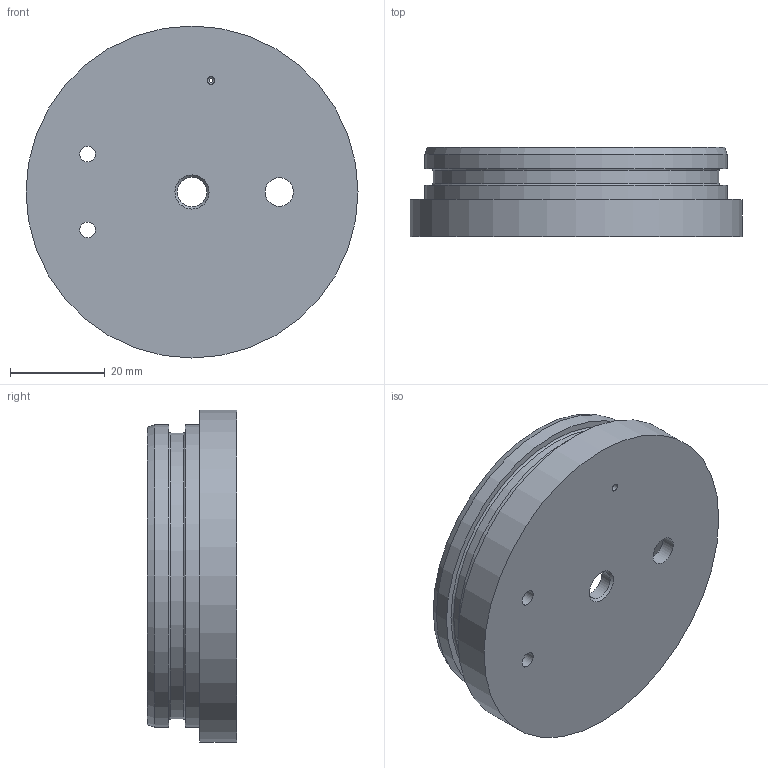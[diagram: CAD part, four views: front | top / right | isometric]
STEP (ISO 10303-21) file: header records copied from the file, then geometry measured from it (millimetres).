
FILE_DESCRIPTION(/* description */ (''),/* implementation_level */ '2;1');
FILE_NAME(/* name */ 'Deckel_oben.stp',/* time_stamp */ '2020-02-18T18:49:36-05:00',/* author */ ('rhoch'),/* organization */ (''),/* preprocessor_version */ 'ST-DEVELOPER v17',/* originating_system */ 'Autodesk Inventor 2018',/* authorisation */ '');
FILE_SCHEMA (('AUTOMOTIVE_DESIGN { 1 0 10303 214 3 1 1 }'));
Length unit declared in the file: millimetre
Products named in the file (1): Deckel_oben
Bounding box: 70 x 18.8 x 70 mm (x, y, z)
Volume: 29656.1 mm3; surface area: 15207.3 mm2
Topology: 1 solids, 1 shells, 38 faces, 112 edges, 80 vertices
Faces by surface type: cylinder 19, plane 12, cone 5, torus 2
Full cylindrical faces by diameter (mm): 0.8 x1, 1.6 x1, 2.5 x2, 3.3 x2, 6 x1, 6.2 x1, 54 x1, 60.3 x1, 63.8 x2, 70 x1
Entity records: 1392 total; most frequent: DIRECTION 260, CARTESIAN_POINT 229, ORIENTED_EDGE 220, AXIS2_PLACEMENT_3D 111, EDGE_CURVE 110, VERTEX_POINT 80, CIRCLE 72, EDGE_LOOP 54
